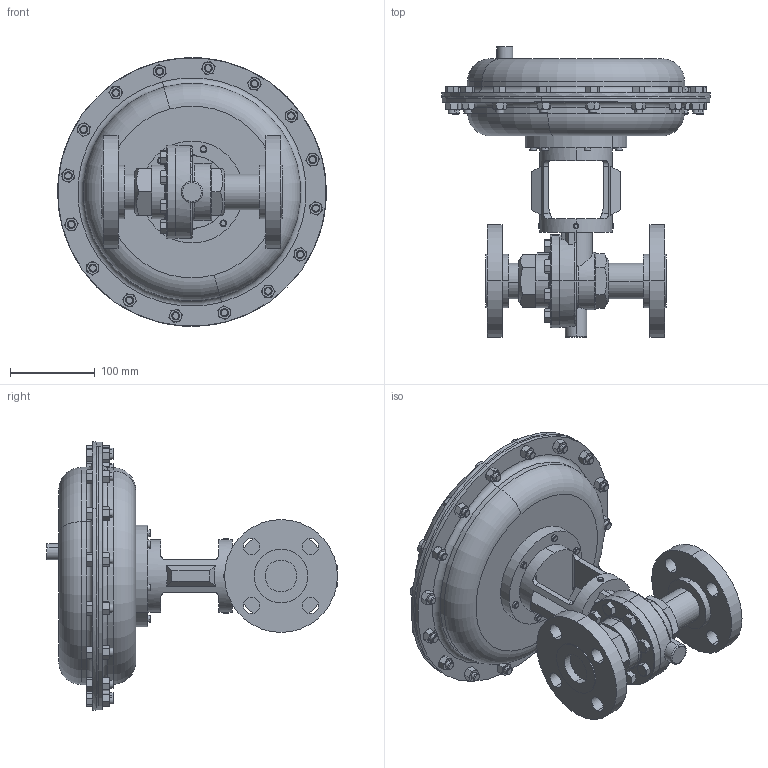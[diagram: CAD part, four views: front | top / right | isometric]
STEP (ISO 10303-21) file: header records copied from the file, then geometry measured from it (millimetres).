
FILE_DESCRIPTION (( 'STEP AP203' ), '1' );
FILE_NAME ('70-125-DI+BR-F3-55M.STEP', '2017-08-31T15:18:33', ( '' ), ( '' ), 'SwSTEP 2.0', 'SolidWorks 2014', '' );
FILE_SCHEMA (( 'CONFIG_CONTROL_DESIGN' ));
Products named in the file (1): 70-125-DI+BR-F3-55M
Bounding box: 317.5 x 343.66 x 317.5 mm (x, y, z)
Volume: 6399957.9 mm3; surface area: 390545.5 mm2
Topology: 1 solids, 1 shells, 998 faces, 2292 edges, 1386 vertices
Faces by surface type: plane 406, cone 394, cylinder 137, bspline 36, torus 25
Entity records: 38184 total; most frequent: CARTESIAN_POINT 16794, ORIENTED_EDGE 4584, DIRECTION 4119, EDGE_CURVE 2292, AXIS2_PLACEMENT_3D 1679, VERTEX_POINT 1386, EDGE_LOOP 1106, FACE_OUTER_BOUND 998
